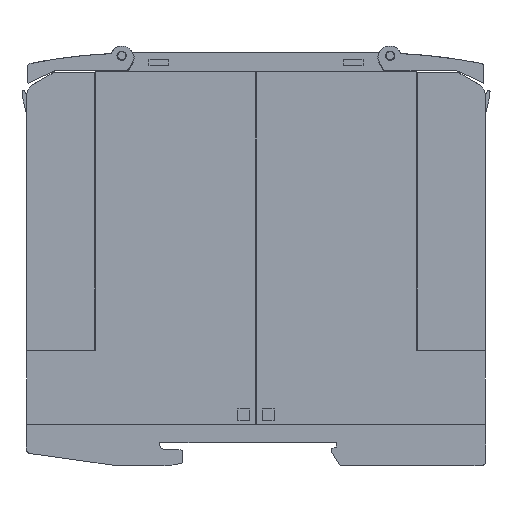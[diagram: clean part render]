
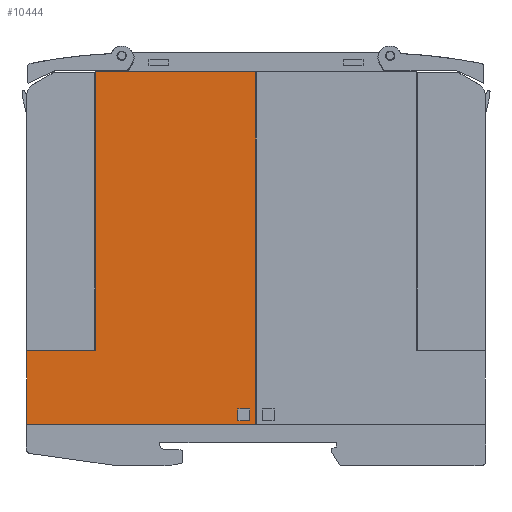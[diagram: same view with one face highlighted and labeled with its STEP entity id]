
A CAD part, left-side view. The second image highlights one B-rep face of the part: STEP entity #10444.
In plain terms, the highlighted planar face has unit normal (-1, 0, 0).
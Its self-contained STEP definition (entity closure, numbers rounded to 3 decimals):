
#10444=ADVANCED_FACE('',(#27399,#27400),#27401,.T.);
#14448=VERTEX_POINT('',#31447);
#14454=VERTEX_POINT('',#31453);
#14456=EDGE_CURVE('',#14454,#14448,#31455,.T.);
#14500=VERTEX_POINT('',#31499);
#14502=EDGE_CURVE('',#14500,#14454,#31501,.T.);
#22700=VERTEX_POINT('',#39699);
#22704=VERTEX_POINT('',#39703);
#22706=EDGE_CURVE('',#22704,#22700,#39705,.T.);
#22900=VERTEX_POINT('',#39899);
#22904=VERTEX_POINT('',#39903);
#22906=EDGE_CURVE('',#22904,#22900,#39905,.T.);
#22918=VERTEX_POINT('',#39917);
#22922=EDGE_CURVE('',#22900,#22918,#39921,.T.);
#22938=VERTEX_POINT('',#39937);
#22940=EDGE_CURVE('',#22938,#22704,#39939,.T.);
#22952=VERTEX_POINT('',#39951);
#22954=EDGE_CURVE('',#22952,#22904,#39953,.T.);
#22960=EDGE_CURVE('',#22918,#22952,#39959,.T.);
#22964=EDGE_CURVE('',#22938,#14448,#39963,.T.);
#22968=EDGE_CURVE('',#22700,#14500,#39967,.T.);
#27399=FACE_OUTER_BOUND('',#44388,.T.);
#27400=FACE_BOUND('',#44389,.T.);
#27401=PLANE('',#44390);
#31447=CARTESIAN_POINT('',(0.05,100.899,25.101));
#31453=CARTESIAN_POINT('',(0.05,85.799,25.101));
#31455=LINE('',#51042,#51043);
#31499=CARTESIAN_POINT('',(0.05,85.799,85.801));
#31501=LINE('',#51112,#51113);
#39699=CARTESIAN_POINT('',(0.05,50.999,85.801));
#39703=CARTESIAN_POINT('',(0.05,50.999,9.001));
#39705=LINE('',#64358,#64359);
#39899=CARTESIAN_POINT('',(0.05,54.899,9.801));
#39903=CARTESIAN_POINT('',(0.05,52.299,9.801));
#39905=LINE('',#64676,#64677);
#39917=CARTESIAN_POINT('',(0.05,54.899,12.401));
#39921=LINE('',#64704,#64705);
#39937=CARTESIAN_POINT('',(0.05,100.899,9.001));
#39939=LINE('',#64732,#64733);
#39951=CARTESIAN_POINT('',(0.05,52.299,12.401));
#39953=LINE('',#64754,#64755);
#39959=LINE('',#64766,#64767);
#39963=LINE('',#64774,#64775);
#39967=LINE('',#64782,#64783);
#44388=EDGE_LOOP('',(#78017,#78018,#78019,#78020,#78021,#78022));
#44389=EDGE_LOOP('',(#78023,#78024,#78025,#78026));
#44390=AXIS2_PLACEMENT_3D('',#78027,#78028,#78029);
#51042=CARTESIAN_POINT('',(0.05,72.199,25.101));
#51043=VECTOR('',#79948,1.0);
#51112=CARTESIAN_POINT('',(0.05,85.799,32.226));
#51113=VECTOR('',#79960,1.0);
#64358=CARTESIAN_POINT('',(0.05,50.999,9.001));
#64359=VECTOR('',#83177,1.0);
#64676=CARTESIAN_POINT('',(0.05,52.299,9.801));
#64677=VECTOR('',#83236,1.0);
#64704=CARTESIAN_POINT('',(0.05,54.899,10.051));
#64705=VECTOR('',#83242,1.0);
#64732=CARTESIAN_POINT('',(0.05,100.899,9.001));
#64733=VECTOR('',#83247,1.0);
#64754=CARTESIAN_POINT('',(0.05,52.299,10.051));
#64755=VECTOR('',#83251,1.0);
#64766=CARTESIAN_POINT('',(0.05,52.299,12.401));
#64767=VECTOR('',#83254,1.0);
#64774=CARTESIAN_POINT('',(0.05,100.899,9.001));
#64775=VECTOR('',#83256,1.0);
#64782=CARTESIAN_POINT('',(0.05,100.899,85.801));
#64783=VECTOR('',#83258,1.0);
#78017=ORIENTED_EDGE('',*,*,#14456,.T.);
#78018=ORIENTED_EDGE('',*,*,#22964,.F.);
#78019=ORIENTED_EDGE('',*,*,#22940,.T.);
#78020=ORIENTED_EDGE('',*,*,#22706,.T.);
#78021=ORIENTED_EDGE('',*,*,#22968,.T.);
#78022=ORIENTED_EDGE('',*,*,#14502,.T.);
#78023=ORIENTED_EDGE('',*,*,#22954,.T.);
#78024=ORIENTED_EDGE('',*,*,#22906,.T.);
#78025=ORIENTED_EDGE('',*,*,#22922,.T.);
#78026=ORIENTED_EDGE('',*,*,#22960,.T.);
#78027=CARTESIAN_POINT('',(0.05,50.999,9.001));
#78028=DIRECTION('',(-1.0,0.0,0.0));
#78029=DIRECTION('',(0.0,1.0,0.0));
#79948=DIRECTION('',(0.0,1.0,0.0));
#79960=DIRECTION('',(0.0,0.0,-1.0));
#83177=DIRECTION('',(0.0,0.0,1.0));
#83236=DIRECTION('',(0.0,1.0,0.0));
#83242=DIRECTION('',(0.0,0.0,1.0));
#83247=DIRECTION('',(0.0,-1.0,0.0));
#83251=DIRECTION('',(0.0,0.0,-1.0));
#83254=DIRECTION('',(0.0,-1.0,0.0));
#83256=DIRECTION('',(0.0,0.0,1.0));
#83258=DIRECTION('',(0.0,1.0,0.0));
